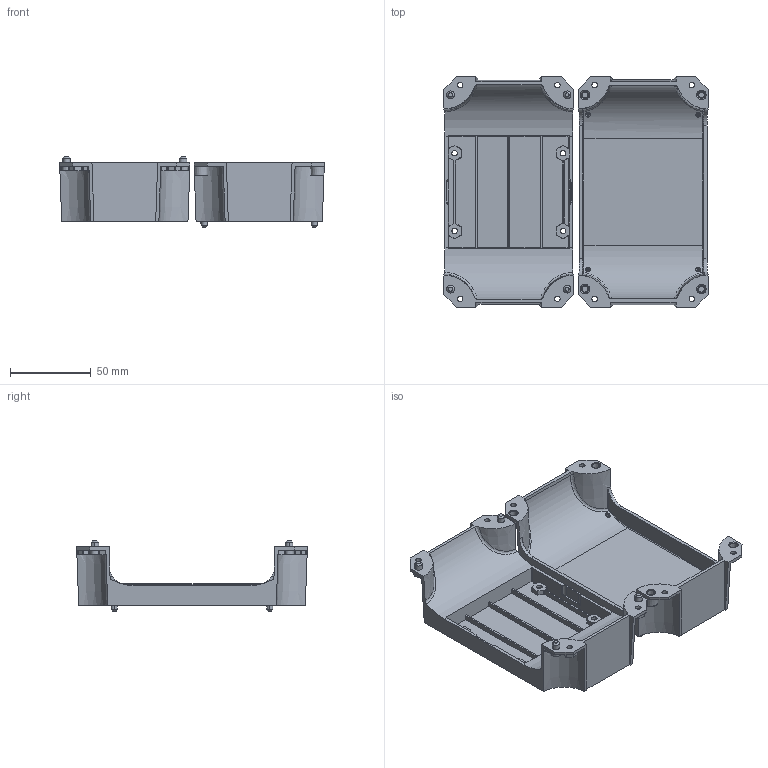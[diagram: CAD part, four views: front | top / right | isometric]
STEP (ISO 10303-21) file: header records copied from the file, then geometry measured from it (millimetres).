
FILE_DESCRIPTION(('3DEXPERIENCE STEP','CAx-IF Rec.Pracs.--- Model Styling and Organization---1.5--- 2016-08-15','CAx-IF Rec.Pracs.---Supplemental Geometry---1.0---2011-11-01','CAx-IF Rec.Pracs.--- Composite Materials ---3.4---2017-06-13','CAx-IF Rec.Pracs.---Tessellated 3D Geometry---1.0---2015-12-17'),'2;1');
FILE_NAME('102-12-011-01A-FLEXLOOPV3-TRANSPORT.0023 (1) 1.1.stp','2025-09-11T12:26:23+00:00',('none'),('none'),'3DEXPERIENCE Platform3DEXPERIENCE R2025x HotFix 4.26','3DEXPERIENCE Platform STEP AP242 v3','none');
FILE_SCHEMA(('AP242_MANAGED_MODEL_BASED_3D_ENGINEERING_MIM_LF {1 0 10303 442 1 1 4}'));
Products named in the file (1): 102-12-011-01A-FLEXLOOPV3-TRANSPORT.0023 (1)1.1
Bounding box: 163.51 x 142.51 x 44 mm (x, y, z)
Volume: 91543.1 mm3; surface area: 97565.4 mm2
Topology: 2 solids, 2 shells, 1069 faces, 3211 edges, 2190 vertices
Faces by surface type: plane 350, bspline 320, cylinder 201, cone 128, torus 45, sphere 17, revolution 8
Entity records: 47427 total; most frequent: CARTESIAN_POINT 23782, ORIENTED_EDGE 6422, EDGE_CURVE 3211, DIRECTION 2451, VERTEX_POINT 2190, B_SPLINE_CURVE_WITH_KNOTS 1844, EDGE_LOOP 1137, ADVANCED_FACE 1069
